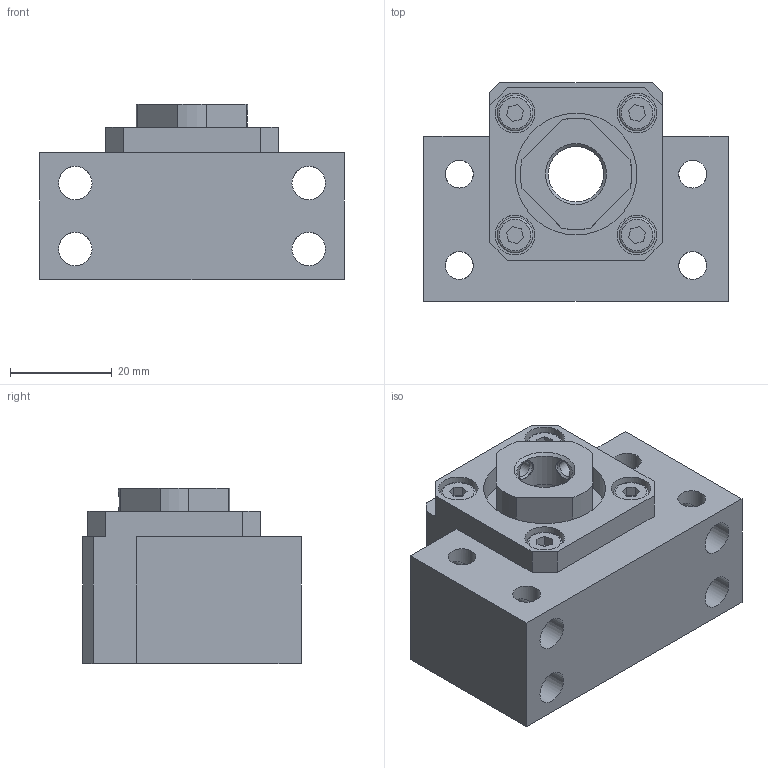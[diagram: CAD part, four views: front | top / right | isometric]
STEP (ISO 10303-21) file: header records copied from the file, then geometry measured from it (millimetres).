
FILE_DESCRIPTION(/* description */ (''),/* implementation_level */ '2;1');
FILE_NAME(/* name */ 'support_bk12c7.step',/* time_stamp */ '2020-04-14T17:23:12+01:00',/* author */ (''),/* organization */ (''),/* preprocessor_version */ 'ST-DEVELOPER v18.1',/* originating_system */ 'Autodesk Translation Framework v9.2.0.1227',/* authorisation */ '');
FILE_SCHEMA (('AUTOMOTIVE_DESIGN { 1 0 10303 214 3 1 1 }'));
Length unit declared in the file: millimetre
Products named in the file (4): support_bk12c7; BK12; Housing; Lock nut
Assembly tree (3 placements, depth 3):
  support_bk12c7
    BK12
      Housing
      Lock nut
Bounding box: 60 x 43 x 34.5 mm (x, y, z)
Volume: 53783.4 mm3; surface area: 16709.5 mm2
Topology: 2 solids, 2 shells, 119 faces, 308 edges, 211 vertices
Faces by surface type: plane 68, cylinder 42, cone 5, torus 4
Full cylindrical faces by diameter (mm): 3.242 x2, 5.5 x12, 6.6 x4, 7 x4, 7.8 x4, 10.8 x4, 10.918 x1, 12 x1, 19 x1, 24 x1
Entity records: 4622 total; most frequent: CARTESIAN_POINT 1456, ORIENTED_EDGE 616, DIRECTION 607, EDGE_CURVE 308, AXIS2_PLACEMENT_3D 213, VERTEX_POINT 211, LINE 181, VECTOR 181
